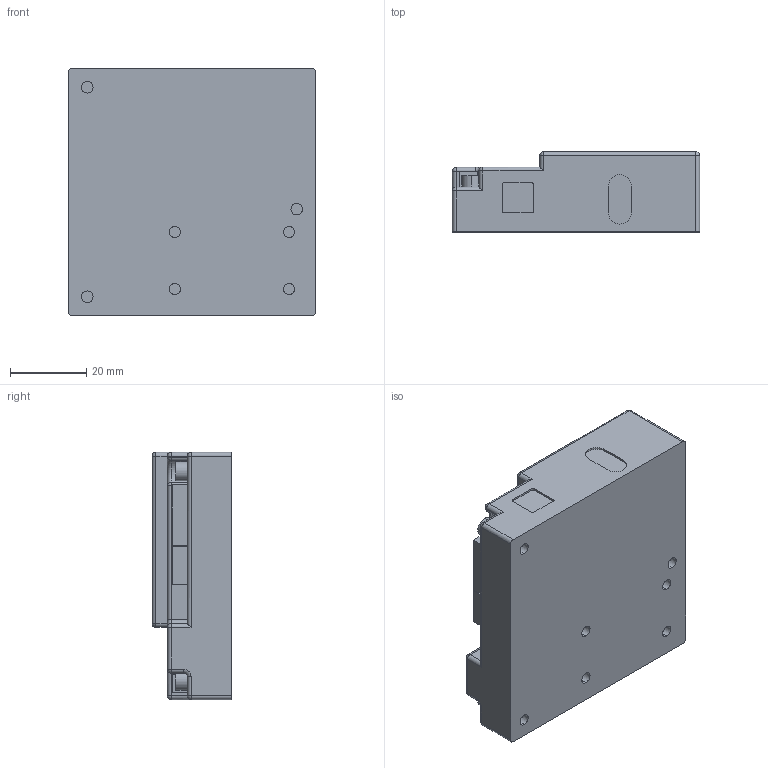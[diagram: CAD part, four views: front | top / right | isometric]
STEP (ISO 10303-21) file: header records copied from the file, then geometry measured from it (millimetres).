
FILE_DESCRIPTION (( 'STEP AP203' ), '1' );
FILE_NAME ('focb0xyz.STEP', '2020-12-04T02:00:57', ( '' ), ( '' ), 'SwSTEP 2.0', 'SolidWorks 2019', '' );
FILE_SCHEMA (( 'CONFIG_CONTROL_DESIGN' ));
Length unit declared in the file: millimetre
Products named in the file (1): focb0xyz
Bounding box: 65 x 21 x 65 mm (x, y, z)
Volume: 75808.5 mm3; surface area: 15515.1 mm2
Topology: 1 solids, 1 shells, 340 faces, 811 edges, 510 vertices
Faces by surface type: plane 216, cylinder 100, sphere 16, torus 8
Entity records: 9747 total; most frequent: CARTESIAN_POINT 1711, DIRECTION 1671, ORIENTED_EDGE 1594, EDGE_CURVE 797, LINE 589, VECTOR 589, AXIS2_PLACEMENT_3D 541, VERTEX_POINT 510
